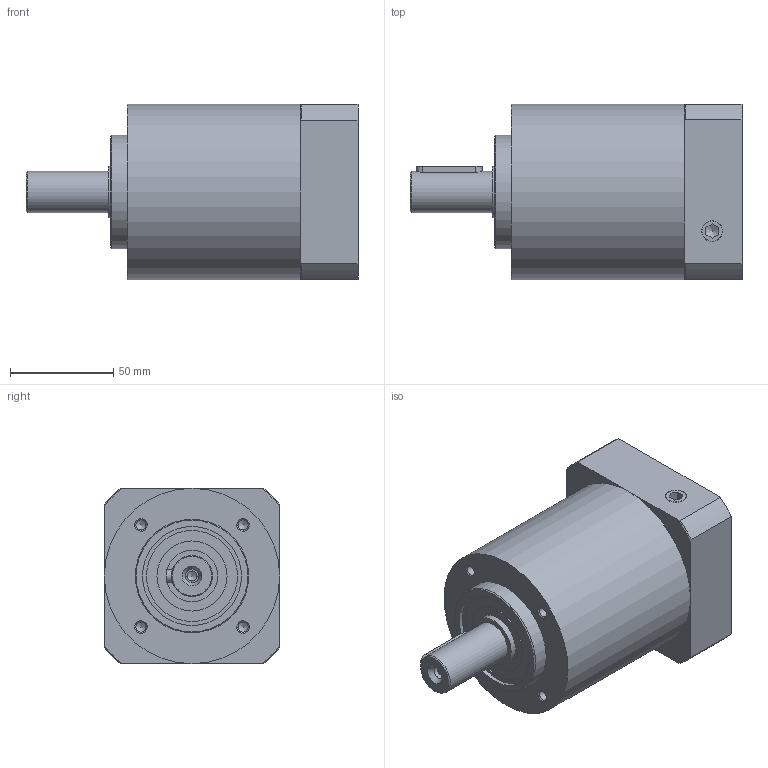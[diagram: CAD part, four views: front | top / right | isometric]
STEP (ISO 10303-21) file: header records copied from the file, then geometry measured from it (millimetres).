
FILE_DESCRIPTION(('FreeCAD Model'),'2;1');
FILE_NAME('PLD80_1_29.step', '2014-06-25T09:40:14',('FreeCAD'),('FreeCAD'), 'Open CASCADE STEP processor 6.3','FreeCAD','Unknown');
FILE_SCHEMA(('AUTOMOTIVE_DESIGN_CC2 { 1 2 10303 214 -1 1 5 4 }'));
Length unit declared in the file: millimetre
Products named in the file (1): PLD80_1_29
Bounding box: 161 x 85 x 85 mm (x, y, z)
Volume: 644221.6 mm3; surface area: 69758.3 mm2
Topology: 1 solids, 7 shells, 125 faces, 328 edges, 224 vertices
Faces by surface type: plane 47, bspline 33, cylinder 31, cone 14
Full cylindrical faces by diameter (mm): 6.4 x1, 10 x1, 14 x1, 18.5 x1, 19 x1, 19.5 x1, 20 x1, 25 x1, 34 x1, 44.2 x1, 48 x1, 55 x1, 65 x2, 65.01 x1, 73.3 x1, 85 x1
Entity records: 12357 total; most frequent: CARTESIAN_POINT 7206, DIRECTION 786, ORIENTED_EDGE 572, PCURVE 572, DEFINITIONAL_REPRESENTATION 572, B_SPLINE_CURVE_WITH_KNOTS 323, EDGE_CURVE 286, LINE 270
